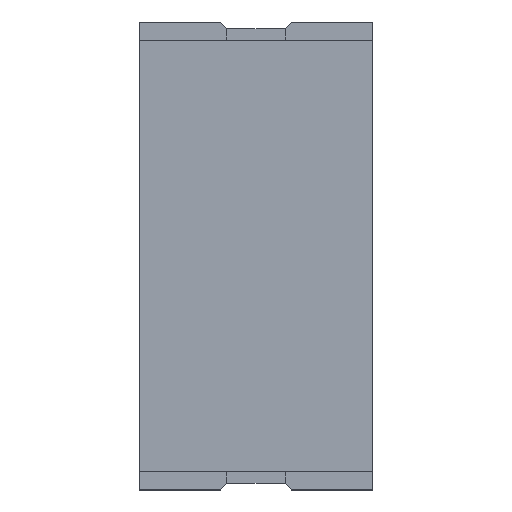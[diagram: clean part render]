
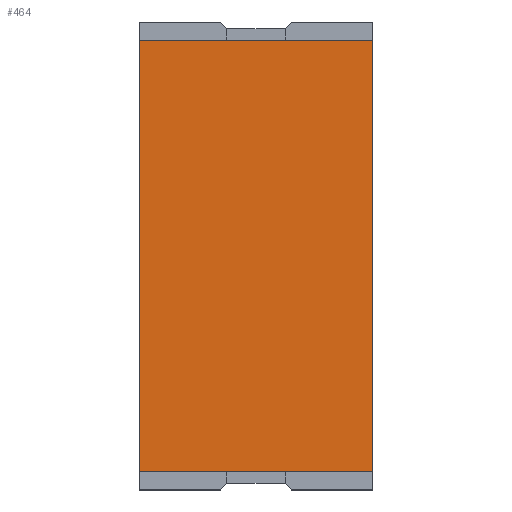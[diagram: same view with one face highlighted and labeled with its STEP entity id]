
A CAD part, top view. The second image highlights one B-rep face of the part: STEP entity #464.
In plain terms, the highlighted planar face has unit normal (0, 0, 1).
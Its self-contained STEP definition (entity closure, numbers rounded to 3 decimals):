
#28=VECTOR('',#29,1.);
#29=DIRECTION('',(1.,0.,0.));
#36=VECTOR('',#37,1.);
#37=DIRECTION('',(0.,-1.,0.));
#58=DIRECTION('',(0.,0.,-1.));
#59=DIRECTION('',(0.,-1.,0.));
#257=VERTEX_POINT('',#258);
#258=CARTESIAN_POINT('',(-1.6,2.95,0.6));
#261=EDGE_CURVE('',#257,#262,#264,.T.);
#262=VERTEX_POINT('',#263);
#263=CARTESIAN_POINT('',(-1.6,-2.95,0.6));
#264=LINE('',#258,#36);
#339=EDGE_CURVE('',#262,#340,#342,.T.);
#340=VERTEX_POINT('',#341);
#341=CARTESIAN_POINT('',(1.6,-2.95,0.6));
#342=LINE('',#263,#28);
#451=VERTEX_POINT('',#452);
#452=CARTESIAN_POINT('',(1.6,2.95,0.6));
#456=EDGE_CURVE('',#257,#451,#457,.T.);
#457=LINE('',#258,#28);
#464=ADVANCED_FACE('',(#465),#473,.F.);
#465=FACE_BOUND('',#466,.F.);
#466=EDGE_LOOP('',(#467,#468,#471,#472));
#467=ORIENTED_EDGE('',*,*,#456,.T.);
#468=ORIENTED_EDGE('',*,*,#469,.T.);
#469=EDGE_CURVE('',#451,#340,#470,.T.);
#470=LINE('',#452,#36);
#471=ORIENTED_EDGE('',*,*,#339,.F.);
#472=ORIENTED_EDGE('',*,*,#261,.F.);
#473=PLANE('',#474);
#474=AXIS2_PLACEMENT_3D('',#258,#58,#59);
